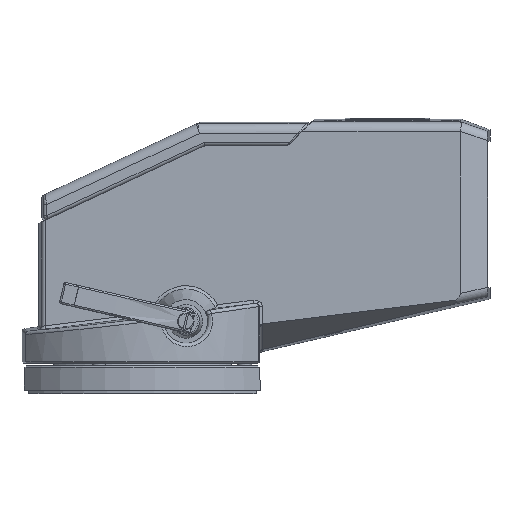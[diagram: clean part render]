
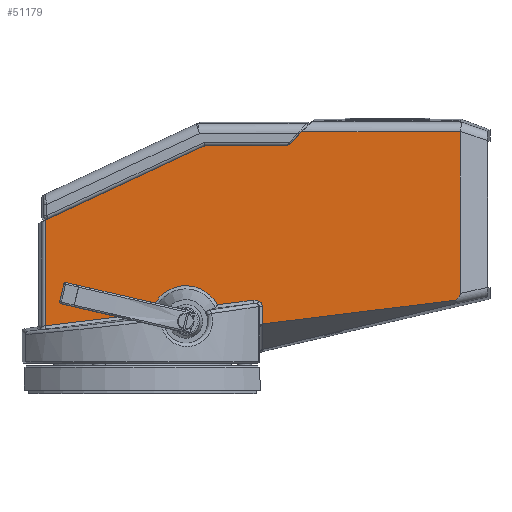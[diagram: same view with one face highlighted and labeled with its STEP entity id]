
A CAD part, top view. The second image highlights one B-rep face of the part: STEP entity #51179.
In plain terms, the highlighted planar face has unit normal (0, 0, 1).
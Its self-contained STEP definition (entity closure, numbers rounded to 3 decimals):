
#57 = LINE ( 'NONE', #47289, #29781 ) ;
#3921 = CARTESIAN_POINT ( 'NONE',  ( -58.069, 35.454, 52. ) ) ;
#4165 = VECTOR ( 'NONE', #74052, 1000. ) ;
#6671 = ORIENTED_EDGE ( 'NONE', *, *, #147475, .T. ) ;
#7854 = CARTESIAN_POINT ( 'NONE',  ( 68., -16.083, 52. ) ) ;
#11111 = CARTESIAN_POINT ( 'NONE',  ( 26., -25., 52. ) ) ;
#11757 = CARTESIAN_POINT ( 'NONE',  ( 71.698, -26.491, 52. ) ) ;
#12710 = CARTESIAN_POINT ( 'NONE',  ( -60., -29.772, 52. ) ) ;
#13179 = CARTESIAN_POINT ( 'NONE',  ( 6.175, -19.701, 52. ) ) ;
#14532 = CARTESIAN_POINT ( 'NONE',  ( 68.223, -12.375, 52. ) ) ;
#14560 = LINE ( 'NONE', #152824, #111443 ) ;
#15151 = B_SPLINE_CURVE_WITH_KNOTS ( 'NONE', 3,
 ( #106716, #131643, #56532, #144923 ),
 .UNSPECIFIED., .F., .F.,
 ( 4, 4 ),
 ( 0., 0. ),
 .UNSPECIFIED. ) ;
#19172 = AXIS2_PLACEMENT_3D ( 'NONE', #12710, #25433, #113849 ) ;
#20586 = DIRECTION ( 'NONE',  ( -1., 0., 0. ) ) ;
#21440 = ORIENTED_EDGE ( 'NONE', *, *, #123299, .T. ) ;
#21758 = ORIENTED_EDGE ( 'NONE', *, *, #116973, .T. ) ;
#22485 = VECTOR ( 'NONE', #125763, 1000. ) ;
#23846 = DIRECTION ( 'NONE',  ( -1., 0., 0. ) ) ;
#25433 = DIRECTION ( 'NONE',  ( 0., 0., -1. ) ) ;
#26462 = LINE ( 'NONE', #49499, #22485 ) ;
#27250 = CARTESIAN_POINT ( 'NONE',  ( 69.053, -12.596, 52. ) ) ;
#28067 = ORIENTED_EDGE ( 'NONE', *, *, #123139, .T. ) ;
#29781 = VECTOR ( 'NONE', #47834, 1000. ) ;
#30710 = LINE ( 'NONE', #98982, #123665 ) ;
#31061 = EDGE_CURVE ( 'NONE', #103910, #112340, #163277, .T. ) ;
#34140 = VERTEX_POINT ( 'NONE', #66044 ) ;
#37616 = PLANE ( 'NONE',  #19172 ) ;
#39641 = CARTESIAN_POINT ( 'NONE',  ( 101., 94., 52. ) ) ;
#39780 = VERTEX_POINT ( 'NONE', #70535 ) ;
#39981 = CARTESIAN_POINT ( 'NONE',  ( 69.579, -12.822, 52. ) ) ;
#40630 = AXIS2_PLACEMENT_3D ( 'NONE', #7854, #96279, #20586 ) ;
#42210 = CARTESIAN_POINT ( 'NONE',  ( 66.238, -12.326, 52. ) ) ;
#44588 = DIRECTION ( 'NONE',  ( 0., -1., 0. ) ) ;
#46071 = ORIENTED_EDGE ( 'NONE', *, *, #83856, .F. ) ;
#47289 = CARTESIAN_POINT ( 'NONE',  ( 190., 94., 52. ) ) ;
#47834 = DIRECTION ( 'NONE',  ( 0., -1., 0. ) ) ;
#48859 = CARTESIAN_POINT ( 'NONE',  ( 5.281, -19.811, 52. ) ) ;
#49499 = CARTESIAN_POINT ( 'NONE',  ( 67.521, -12.169, 52. ) ) ;
#51179 = ADVANCED_FACE ( 'NONE', ( #87221 ), #37616, .F. ) ;
#54483 = VERTEX_POINT ( 'NONE', #156725 ) ;
#54549 = CARTESIAN_POINT ( 'NONE',  ( 186.854, -12.313, 52. ) ) ;
#56532 = CARTESIAN_POINT ( 'NONE',  ( 71.673, -26.494, 52. ) ) ;
#57350 = ORIENTED_EDGE ( 'NONE', *, *, #31061, .T. ) ;
#60472 = EDGE_CURVE ( 'NONE', #123310, #135544, #136278, .T. ) ;
#62532 = VECTOR ( 'NONE', #148359, 1000. ) ;
#63586 = VERTEX_POINT ( 'NONE', #114292 ) ;
#64619 = DIRECTION ( 'NONE',  ( 0.993, 0.122, 0. ) ) ;
#65480 = CARTESIAN_POINT ( 'NONE',  ( 44.848, -14.953, 52. ) ) ;
#66022 = DIRECTION ( 'NONE',  ( -1., 0., 0. ) ) ;
#66044 = CARTESIAN_POINT ( 'NONE',  ( 186.854, -12.313, 52. ) ) ;
#67218 = CARTESIAN_POINT ( 'NONE',  ( 190., -8.208, 52. ) ) ;
#69060 = VECTOR ( 'NONE', #44588, 1000. ) ;
#69196 = ORIENTED_EDGE ( 'NONE', *, *, #70435, .F. ) ;
#70230 = ORIENTED_EDGE ( 'NONE', *, *, #95309, .T. ) ;
#70435 = EDGE_CURVE ( 'NONE', #92936, #54483, #57, .T. ) ;
#70535 = CARTESIAN_POINT ( 'NONE',  ( 69.579, -12.822, 52. ) ) ;
#72649 = CARTESIAN_POINT ( 'NONE',  ( -58.069, -29.772, 52. ) ) ;
#74052 = DIRECTION ( 'NONE',  ( -1., 0., 0. ) ) ;
#74650 = VECTOR ( 'NONE', #90482, 1000. ) ;
#74860 = CARTESIAN_POINT ( 'NONE',  ( 37.46, 80., 52. ) ) ;
#75104 = ORIENTED_EDGE ( 'NONE', *, *, #159528, .T. ) ;
#77574 = CARTESIAN_POINT ( 'NONE',  ( 66.238, -12.326, 52. ) ) ;
#77848 = CIRCLE ( 'NONE', #40630, 3.622 ) ;
#81035 = LINE ( 'NONE', #74860, #114600 ) ;
#83856 = EDGE_CURVE ( 'NONE', #34140, #118711, #30710, .T. ) ;
#87221 = FACE_OUTER_BOUND ( 'NONE', #136779, .T. ) ;
#90267 = CARTESIAN_POINT ( 'NONE',  ( 67.375, -12.257, 52. ) ) ;
#90428 = AXIS2_PLACEMENT_3D ( 'NONE', #11111, #99551, #23846 ) ;
#90482 = DIRECTION ( 'NONE',  ( -0.707, -0.707, 0. ) ) ;
#92936 = VERTEX_POINT ( 'NONE', #117221 ) ;
#94823 = CARTESIAN_POINT ( 'NONE',  ( 71.622, -29.772, 52. ) ) ;
#95309 = EDGE_CURVE ( 'NONE', #123346, #39780, #156272, .T. ) ;
#96279 = DIRECTION ( 'NONE',  ( 0., 0., -1. ) ) ;
#98982 = CARTESIAN_POINT ( 'NONE',  ( -58.431, -42.512, 52. ) ) ;
#99551 = DIRECTION ( 'NONE',  ( 0., 0., -1. ) ) ;
#101145 = ORIENTED_EDGE ( 'NONE', *, *, #128575, .T. ) ;
#102952 = CARTESIAN_POINT ( 'NONE',  ( 68.505, -12.435, 52. ) ) ;
#103910 = VERTEX_POINT ( 'NONE', #3921 ) ;
#104821 = ORIENTED_EDGE ( 'NONE', *, *, #161571, .T. ) ;
#106716 = CARTESIAN_POINT ( 'NONE',  ( 71.622, -26.502, 52. ) ) ;
#110922 = VERTEX_POINT ( 'NONE', #158791 ) ;
#111339 = ORIENTED_EDGE ( 'NONE', *, *, #122153, .T. ) ;
#111443 = VECTOR ( 'NONE', #66022, 1000. ) ;
#111986 = ORIENTED_EDGE ( 'NONE', *, *, #60472, .T. ) ;
#112340 = VERTEX_POINT ( 'NONE', #119551 ) ;
#113849 = DIRECTION ( 'NONE',  ( -1., 0., 0. ) ) ;
#114292 = CARTESIAN_POINT ( 'NONE',  ( 37.46, 80., 52. ) ) ;
#114600 = VECTOR ( 'NONE', #150599, 1000. ) ;
#115254 = CARTESIAN_POINT ( 'NONE',  ( 95.206, 88.206, 52. ) ) ;
#115687 = CARTESIAN_POINT ( 'NONE',  ( 69.32, -12.697, 52. ) ) ;
#116650 = CARTESIAN_POINT ( 'NONE',  ( 71.622, -26.502, 52. ) ) ;
#116973 = EDGE_CURVE ( 'NONE', #63586, #103910, #81035, .T. ) ;
#117221 = CARTESIAN_POINT ( 'NONE',  ( 190., 88.206, 52. ) ) ;
#118528 = VERTEX_POINT ( 'NONE', #65480 ) ;
#118676 = VERTEX_POINT ( 'NONE', #48859 ) ;
#118711 = VERTEX_POINT ( 'NONE', #11757 ) ;
#119551 = CARTESIAN_POINT ( 'NONE',  ( -58.069, -27.589, 52. ) ) ;
#120521 =( BOUNDED_CURVE ( )  B_SPLINE_CURVE ( 3, ( #54549, #130200, #142919, #67218 ),
 .UNSPECIFIED., .F., .F. ) 
 B_SPLINE_CURVE_WITH_KNOTS ( ( 4, 4 ),
 ( 5.602, 6.21 ),
 .UNSPECIFIED. ) 
 CURVE ( )  GEOMETRIC_REPRESENTATION_ITEM ( )  RATIONAL_B_SPLINE_CURVE ( ( 1., 0.969, 0.969, 1. ) ) 
 REPRESENTATION_ITEM ( '' )  );
#122153 = EDGE_CURVE ( 'NONE', #39780, #123310, #77848, .T. ) ;
#122804 = EDGE_CURVE ( 'NONE', #112340, #118676, #147165, .T. ) ;
#123139 = EDGE_CURVE ( 'NONE', #118528, #123346, #26462, .T. ) ;
#123299 = EDGE_CURVE ( 'NONE', #110922, #63586, #14560, .T. ) ;
#123310 = VERTEX_POINT ( 'NONE', #129530 ) ;
#123346 = VERTEX_POINT ( 'NONE', #42210 ) ;
#123665 = VECTOR ( 'NONE', #137660, 1000. ) ;
#123802 = CARTESIAN_POINT ( 'NONE',  ( -60., 88.206, 52. ) ) ;
#125763 = DIRECTION ( 'NONE',  ( 0.993, 0.122, 0. ) ) ;
#128575 = EDGE_CURVE ( 'NONE', #135544, #118711, #15151, .T. ) ;
#129530 = CARTESIAN_POINT ( 'NONE',  ( 71.622, -16.083, 52. ) ) ;
#130200 = CARTESIAN_POINT ( 'NONE',  ( 188.918, -10.881, 52. ) ) ;
#131643 = CARTESIAN_POINT ( 'NONE',  ( 71.647, -26.498, 52. ) ) ;
#134718 = LINE ( 'NONE', #123802, #4165 ) ;
#135544 = VERTEX_POINT ( 'NONE', #116650 ) ;
#136278 = LINE ( 'NONE', #94823, #69060 ) ;
#136779 = EDGE_LOOP ( 'NONE', ( #57350, #159947, #104821, #28067, #70230, #111339, #111986, #101145, #46071, #153468, #69196, #6671, #75104, #21440, #21758 ) ) ;
#137660 = DIRECTION ( 'NONE',  ( -0.993, -0.122, 0. ) ) ;
#139787 = VERTEX_POINT ( 'NONE', #115254 ) ;
#140522 = CARTESIAN_POINT ( 'NONE',  ( 66.808, -12.256, 52. ) ) ;
#141862 = LINE ( 'NONE', #39641, #74650 ) ;
#142919 = CARTESIAN_POINT ( 'NONE',  ( 190., -9.469, 52. ) ) ;
#143203 = VECTOR ( 'NONE', #64619, 1000. ) ;
#144923 = CARTESIAN_POINT ( 'NONE',  ( 71.698, -26.491, 52. ) ) ;
#145423 = CIRCLE ( 'NONE', #90428, 21.359 ) ;
#147165 = LINE ( 'NONE', #13179, #143203 ) ;
#147475 = EDGE_CURVE ( 'NONE', #92936, #139787, #134718, .T. ) ;
#148359 = DIRECTION ( 'NONE',  ( 0., -1., 0. ) ) ;
#150599 = DIRECTION ( 'NONE',  ( -0.906, -0.423, 0. ) ) ;
#151345 = EDGE_CURVE ( 'NONE', #34140, #54483, #120521, .T. ) ;
#152824 = CARTESIAN_POINT ( 'NONE',  ( 87., 80., 52. ) ) ;
#153468 = ORIENTED_EDGE ( 'NONE', *, *, #151345, .T. ) ;
#156272 = B_SPLINE_CURVE_WITH_KNOTS ( 'NONE', 3,
 ( #77574, #140522, #90267, #14532, #102952, #27250, #115687, #39981 ),
 .UNSPECIFIED., .F., .F.,
 ( 4, 2, 2, 4 ),
 ( 0., 0.002, 0.003, 0.003 ),
 .UNSPECIFIED. ) ;
#156725 = CARTESIAN_POINT ( 'NONE',  ( 190., -8.208, 52. ) ) ;
#158791 = CARTESIAN_POINT ( 'NONE',  ( 87., 80., 52. ) ) ;
#159528 = EDGE_CURVE ( 'NONE', #139787, #110922, #141862, .T. ) ;
#159947 = ORIENTED_EDGE ( 'NONE', *, *, #122804, .T. ) ;
#161571 = EDGE_CURVE ( 'NONE', #118676, #118528, #145423, .T. ) ;
#163277 = LINE ( 'NONE', #72649, #62532 ) ;
